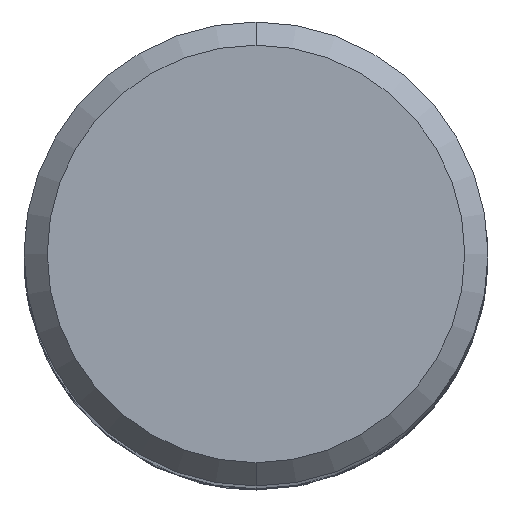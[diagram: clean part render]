
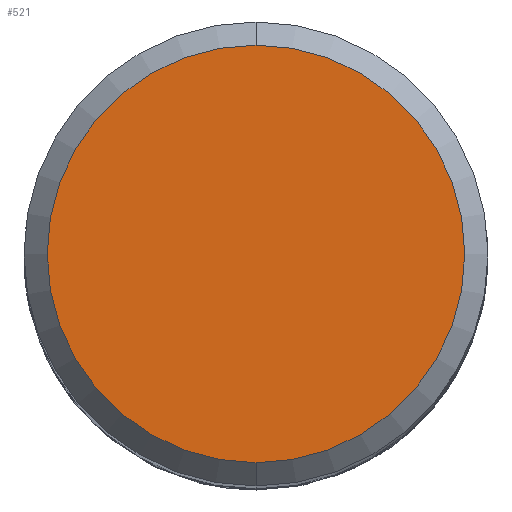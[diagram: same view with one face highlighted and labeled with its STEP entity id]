
A CAD part, top view. The second image highlights one B-rep face of the part: STEP entity #521.
In plain terms, the highlighted planar face has unit normal (0, 0, 1).
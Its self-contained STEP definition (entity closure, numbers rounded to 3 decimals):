
#521=ADVANCED_FACE('',(#1487),#1488,.T.);
#639=VERTEX_POINT('',#1613);
#1051=EDGE_CURVE('',#639,#1303,#2062,.T.);
#1303=VERTEX_POINT('',#2342);
#1333=EDGE_CURVE('',#1303,#639,#2374,.T.);
#1487=FACE_OUTER_BOUND('',#2808,.T.);
#1488=PLANE('',#2809);
#1613=CARTESIAN_POINT('',(0.,-7.2,0.0));
#2062=CIRCLE('',#10226,7.2);
#2342=CARTESIAN_POINT('',(0.0,7.2,0.0));
#2374=CIRCLE('',#14113,7.2);
#2808=EDGE_LOOP('',(#15208,#15209));
#2809=AXIS2_PLACEMENT_3D('',#15210,#15211,#15212);
#10226=AXIS2_PLACEMENT_3D('',#15700,#15701,#15702);
#14113=AXIS2_PLACEMENT_3D('',#16061,#16062,#16063);
#15208=ORIENTED_EDGE('',*,*,#1333,.F.);
#15209=ORIENTED_EDGE('',*,*,#1051,.F.);
#15210=CARTESIAN_POINT('',(0.0,3.6,0.0));
#15211=DIRECTION('',(-0.0,0.0,1.0));
#15212=DIRECTION('',(0.0,-1.0,0.0));
#15700=CARTESIAN_POINT('',(0.0,0.0,0.0));
#15701=DIRECTION('',(0.0,0.0,-1.0));
#15702=DIRECTION('',(0.0,1.0,0.0));
#16061=CARTESIAN_POINT('',(0.0,0.0,0.0));
#16062=DIRECTION('',(0.0,0.0,-1.0));
#16063=DIRECTION('',(0.0,1.0,0.0));
